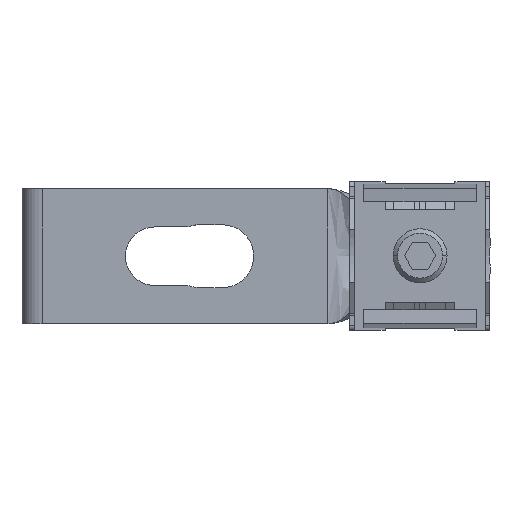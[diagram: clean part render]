
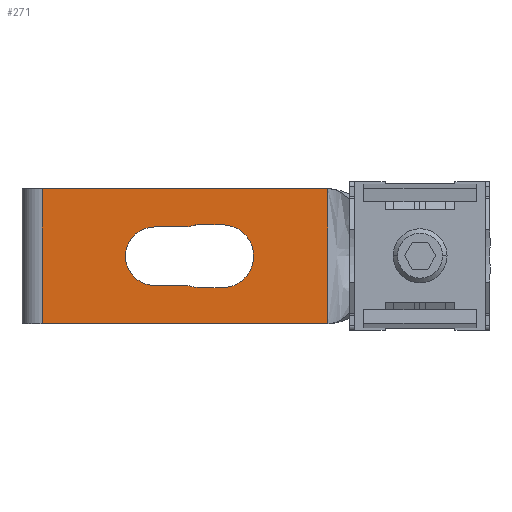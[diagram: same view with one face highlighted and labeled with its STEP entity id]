
A CAD part, top view. The second image highlights one B-rep face of the part: STEP entity #271.
In plain terms, the highlighted planar face has unit normal (0, 0, 1).
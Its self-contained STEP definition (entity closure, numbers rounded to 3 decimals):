
#162=AXIS2_PLACEMENT_3D('Plane Axis2P3D',#159,#160,#161) ;
#191=AXIS2_PLACEMENT_3D('Circle Axis2P3D',#189,#190,$) ;
#207=AXIS2_PLACEMENT_3D('Circle Axis2P3D',#205,#206,$) ;
#214=AXIS2_PLACEMENT_3D('Circle Axis2P3D',#212,#213,$) ;
#228=AXIS2_PLACEMENT_3D('Circle Axis2P3D',#226,#227,$) ;
#242=AXIS2_PLACEMENT_3D('Circle Axis2P3D',#240,#241,$) ;
#249=AXIS2_PLACEMENT_3D('Circle Axis2P3D',#247,#248,$) ;
#59=CARTESIAN_POINT('Vertex',(15.,96.5,9.)) ;
#62=CARTESIAN_POINT('Line Origine',(15.,64.75,9.)) ;
#66=CARTESIAN_POINT('Vertex',(15.,33.,9.)) ;
#159=CARTESIAN_POINT('Axis2P3D Location',(-15.,101.,9.)) ;
#164=CARTESIAN_POINT('Line Origine',(-15.,64.75,9.)) ;
#168=CARTESIAN_POINT('Vertex',(-15.,33.,9.)) ;
#170=CARTESIAN_POINT('Vertex',(-15.,96.5,9.)) ;
#173=CARTESIAN_POINT('Line Origine',(0.,33.,9.)) ;
#178=CARTESIAN_POINT('Line Origine',(0.,96.5,9.)) ;
#189=CARTESIAN_POINT('Axis2P3D Location',(0.,61.5,9.)) ;
#193=CARTESIAN_POINT('Vertex',(7.,61.5,9.)) ;
#195=CARTESIAN_POINT('Vertex',(6.5,64.098,9.)) ;
#198=CARTESIAN_POINT('Line Origine',(7.,59.,9.)) ;
#202=CARTESIAN_POINT('Vertex',(7.,56.5,9.)) ;
#205=CARTESIAN_POINT('Axis2P3D Location',(0.,56.5,9.)) ;
#209=CARTESIAN_POINT('Vertex',(0.,49.5,9.)) ;
#212=CARTESIAN_POINT('Axis2P3D Location',(0.,56.5,9.)) ;
#216=CARTESIAN_POINT('Vertex',(-7.,56.5,9.)) ;
#219=CARTESIAN_POINT('Line Origine',(-7.,59.,9.)) ;
#223=CARTESIAN_POINT('Vertex',(-7.,61.5,9.)) ;
#226=CARTESIAN_POINT('Axis2P3D Location',(0.,61.5,9.)) ;
#230=CARTESIAN_POINT('Vertex',(-6.5,64.098,9.)) ;
#233=CARTESIAN_POINT('Line Origine',(-6.5,67.799,9.)) ;
#237=CARTESIAN_POINT('Vertex',(-6.5,71.5,9.)) ;
#240=CARTESIAN_POINT('Axis2P3D Location',(0.,71.5,9.)) ;
#244=CARTESIAN_POINT('Vertex',(0.,78.,9.)) ;
#247=CARTESIAN_POINT('Axis2P3D Location',(0.,71.5,9.)) ;
#251=CARTESIAN_POINT('Vertex',(6.5,71.5,9.)) ;
#254=CARTESIAN_POINT('Line Origine',(6.5,67.799,9.)) ;
#63=DIRECTION('Vector Direction',(0.,1.,0.)) ;
#160=DIRECTION('Axis2P3D Direction',(0.,0.,1.)) ;
#161=DIRECTION('Axis2P3D XDirection',(-1.,0.,0.)) ;
#165=DIRECTION('Vector Direction',(0.,1.,0.)) ;
#174=DIRECTION('Vector Direction',(1.,0.,0.)) ;
#179=DIRECTION('Vector Direction',(-1.,0.,0.)) ;
#190=DIRECTION('Axis2P3D Direction',(0.,0.,1.)) ;
#199=DIRECTION('Vector Direction',(0.,1.,0.)) ;
#206=DIRECTION('Axis2P3D Direction',(0.,0.,1.)) ;
#213=DIRECTION('Axis2P3D Direction',(0.,0.,1.)) ;
#220=DIRECTION('Vector Direction',(0.,1.,0.)) ;
#227=DIRECTION('Axis2P3D Direction',(0.,0.,1.)) ;
#234=DIRECTION('Vector Direction',(0.,-1.,0.)) ;
#241=DIRECTION('Axis2P3D Direction',(0.,0.,1.)) ;
#248=DIRECTION('Axis2P3D Direction',(0.,0.,1.)) ;
#255=DIRECTION('Vector Direction',(0.,-1.,0.)) ;
#64=VECTOR('Line Direction',#63,1.) ;
#166=VECTOR('Line Direction',#165,1.) ;
#175=VECTOR('Line Direction',#174,1.) ;
#180=VECTOR('Line Direction',#179,1.) ;
#200=VECTOR('Line Direction',#199,1.) ;
#221=VECTOR('Line Direction',#220,1.) ;
#235=VECTOR('Line Direction',#234,1.) ;
#256=VECTOR('Line Direction',#255,1.) ;
#184=ORIENTED_EDGE('',*,*,#172,.F.) ;
#185=ORIENTED_EDGE('',*,*,#177,.T.) ;
#186=ORIENTED_EDGE('',*,*,#68,.T.) ;
#187=ORIENTED_EDGE('',*,*,#182,.T.) ;
#260=ORIENTED_EDGE('',*,*,#197,.F.) ;
#261=ORIENTED_EDGE('',*,*,#204,.F.) ;
#262=ORIENTED_EDGE('',*,*,#211,.F.) ;
#263=ORIENTED_EDGE('',*,*,#218,.F.) ;
#264=ORIENTED_EDGE('',*,*,#225,.T.) ;
#265=ORIENTED_EDGE('',*,*,#232,.F.) ;
#266=ORIENTED_EDGE('',*,*,#239,.F.) ;
#267=ORIENTED_EDGE('',*,*,#246,.F.) ;
#268=ORIENTED_EDGE('',*,*,#253,.F.) ;
#269=ORIENTED_EDGE('',*,*,#258,.T.) ;
#270=FACE_BOUND('',#259,.T.) ;
#271=ADVANCED_FACE('Hauptkoerper nicht benutzen',(#188,#270),#163,.T.) ;
#192=CIRCLE('generated circle',#191,7.) ;
#208=CIRCLE('generated circle',#207,7.) ;
#215=CIRCLE('generated circle',#214,7.) ;
#229=CIRCLE('generated circle',#228,7.) ;
#243=CIRCLE('generated circle',#242,6.5) ;
#250=CIRCLE('generated circle',#249,6.5) ;
#68=EDGE_CURVE('',#67,#60,#65,.T.) ;
#172=EDGE_CURVE('',#169,#171,#167,.T.) ;
#177=EDGE_CURVE('',#169,#67,#176,.T.) ;
#182=EDGE_CURVE('',#60,#171,#181,.T.) ;
#197=EDGE_CURVE('',#194,#196,#192,.T.) ;
#204=EDGE_CURVE('',#203,#194,#201,.T.) ;
#211=EDGE_CURVE('',#210,#203,#208,.T.) ;
#218=EDGE_CURVE('',#217,#210,#215,.T.) ;
#225=EDGE_CURVE('',#217,#224,#222,.T.) ;
#232=EDGE_CURVE('',#231,#224,#229,.T.) ;
#239=EDGE_CURVE('',#238,#231,#236,.T.) ;
#246=EDGE_CURVE('',#245,#238,#243,.T.) ;
#253=EDGE_CURVE('',#252,#245,#250,.T.) ;
#258=EDGE_CURVE('',#252,#196,#257,.T.) ;
#183=EDGE_LOOP('',(#184,#185,#186,#187)) ;
#259=EDGE_LOOP('',(#260,#261,#262,#263,#264,#265,#266,#267,#268,#269)) ;
#188=FACE_OUTER_BOUND('',#183,.T.) ;
#65=LINE('Line',#62,#64) ;
#167=LINE('Line',#164,#166) ;
#176=LINE('Line',#173,#175) ;
#181=LINE('Line',#178,#180) ;
#201=LINE('Line',#198,#200) ;
#222=LINE('Line',#219,#221) ;
#236=LINE('Line',#233,#235) ;
#257=LINE('Line',#254,#256) ;
#163=PLANE('Plane',#162) ;
#60=VERTEX_POINT('',#59) ;
#67=VERTEX_POINT('',#66) ;
#169=VERTEX_POINT('',#168) ;
#171=VERTEX_POINT('',#170) ;
#194=VERTEX_POINT('',#193) ;
#196=VERTEX_POINT('',#195) ;
#203=VERTEX_POINT('',#202) ;
#210=VERTEX_POINT('',#209) ;
#217=VERTEX_POINT('',#216) ;
#224=VERTEX_POINT('',#223) ;
#231=VERTEX_POINT('',#230) ;
#238=VERTEX_POINT('',#237) ;
#245=VERTEX_POINT('',#244) ;
#252=VERTEX_POINT('',#251) ;
